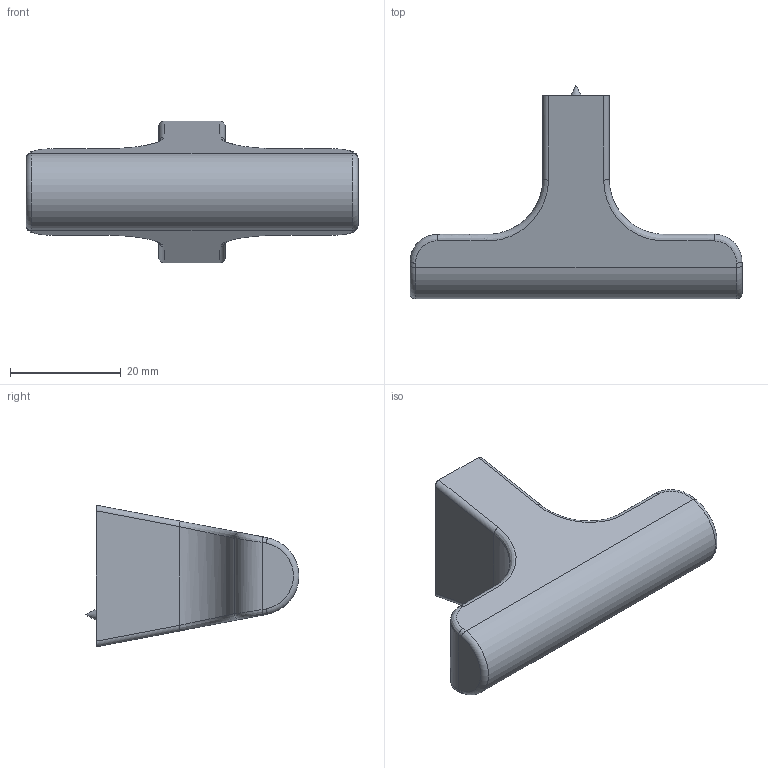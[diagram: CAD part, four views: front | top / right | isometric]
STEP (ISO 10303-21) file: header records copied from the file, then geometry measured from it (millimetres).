
FILE_DESCRIPTION(/* description */ (''),/* implementation_level */ '2;1');
FILE_NAME(/* name */ '0686_060 T_01.stp',/* time_stamp */ '2024-07-26T06:59:04+02:00',/* author */ ('mantolin'),/* organization */ ('unknown'),/* preprocessor_version */ 'ST-DEVELOPER v18.1',/* originating_system */ 'Autodesk Inventor 2022',/* authorisation */ '');
FILE_SCHEMA (('AUTOMOTIVE_DESIGN { 1 0 10303 214 3 1 1 }'));
Length unit declared in the file: millimetre
Products named in the file (1): itakka 1 pom x viefe
Bounding box: 60 x 38.66 x 25.59 mm (x, y, z)
Volume: 15499.3 mm3; surface area: 4781.6 mm2
Topology: 1 solids, 1 shells, 45 faces, 108 edges, 66 vertices
Faces by surface type: plane 16, cylinder 12, bspline 12, cone 3, torus 2
Full cylindrical faces by diameter (mm): 3.242 x1
Entity records: 2641 total; most frequent: CARTESIAN_POINT 1557, ORIENTED_EDGE 212, DIRECTION 182, EDGE_CURVE 106, VERTEX_POINT 66, AXIS2_PLACEMENT_3D 62, LINE 58, VECTOR 58
